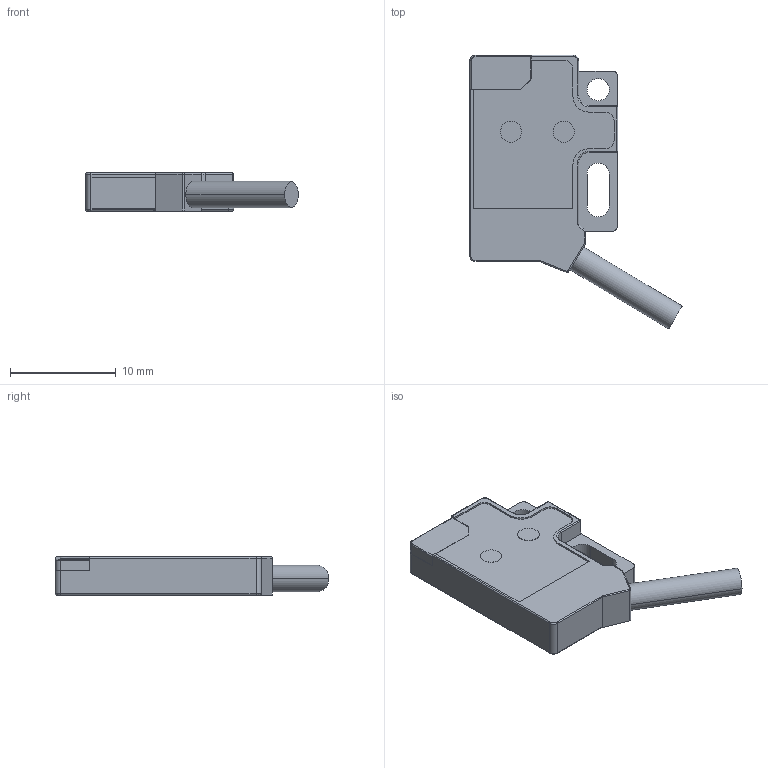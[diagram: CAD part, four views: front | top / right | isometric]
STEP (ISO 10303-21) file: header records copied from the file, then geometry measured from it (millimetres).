
FILE_DESCRIPTION (( 'STEP AP214' ), '1' );
FILE_NAME ('PXPEESL-X30PO_3D.STEP', '2022-11-03T18:24:32', ( '' ), ( '' ), 'SwSTEP 2.0', 'SolidWorks 2022', '' );
FILE_SCHEMA (( 'AUTOMOTIVE_DESIGN' ));
Length unit declared in the file: inch
Products named in the file (1): PXPEESL-X30PO_3D
Bounding box: 20.11 x 25.89 x 3.6 mm (x, y, z)
Volume: 435.6 mm3; surface area: 1311.4 mm2
Topology: 1 solids, 1 shells, 117 faces, 301 edges, 183 vertices
Faces by surface type: plane 50, cylinder 48, bspline 17, cone 2
Entity records: 3781 total; most frequent: CARTESIAN_POINT 968, ORIENTED_EDGE 590, DIRECTION 574, EDGE_CURVE 295, AXIS2_PLACEMENT_3D 196, VERTEX_POINT 183, LINE 182, VECTOR 182
